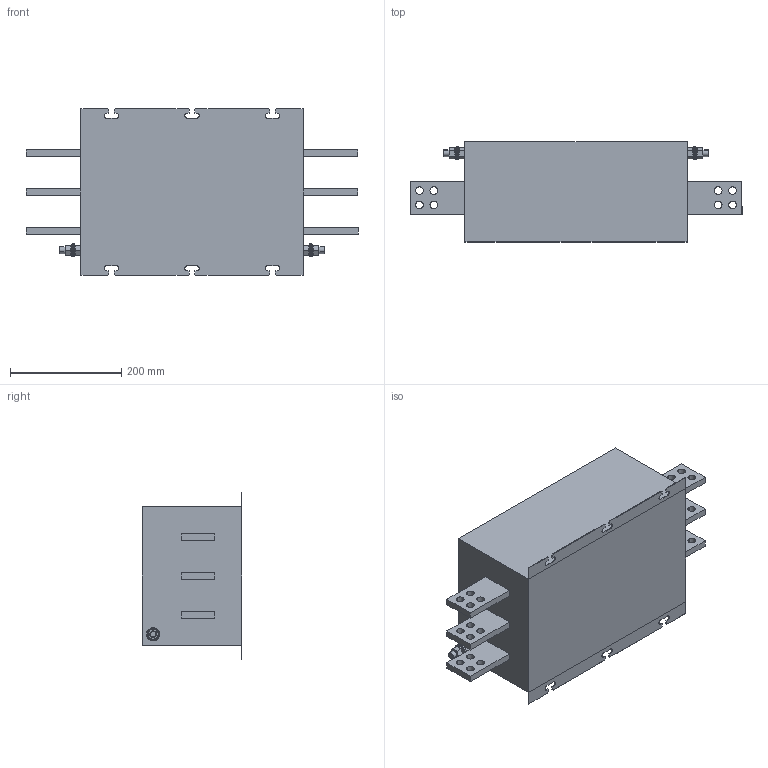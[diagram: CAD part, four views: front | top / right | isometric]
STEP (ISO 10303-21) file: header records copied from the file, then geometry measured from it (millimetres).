
FILE_DESCRIPTION (( 'STEP AP214' ), '1' );
FILE_NAME ('305801.STEP', '2020-10-02T12:32:39', ( '' ), ( '' ), 'SwSTEP 2.0', 'SolidWorks 2018', '' );
FILE_SCHEMA (( 'AUTOMOTIVE_DESIGN' ));
Length unit declared in the file: millimetre
Products named in the file (1): 305801
Bounding box: 598 x 180 x 300 mm (x, y, z)
Volume: 18421833.6 mm3; surface area: 567817.6 mm2
Topology: 1 solids, 1 shells, 264 faces, 680 edges, 434 vertices
Faces by surface type: plane 128, cylinder 80, cone 52, torus 4
Entity records: 8520 total; most frequent: CARTESIAN_POINT 1979, ORIENTED_EDGE 1360, DIRECTION 1320, EDGE_CURVE 680, AXIS2_PLACEMENT_3D 479, VERTEX_POINT 434, LINE 362, VECTOR 362
